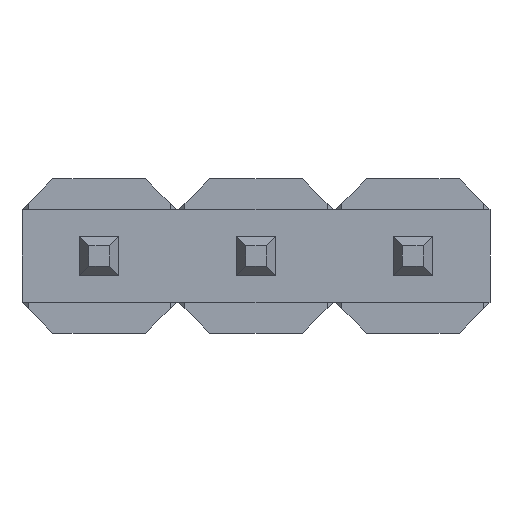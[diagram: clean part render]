
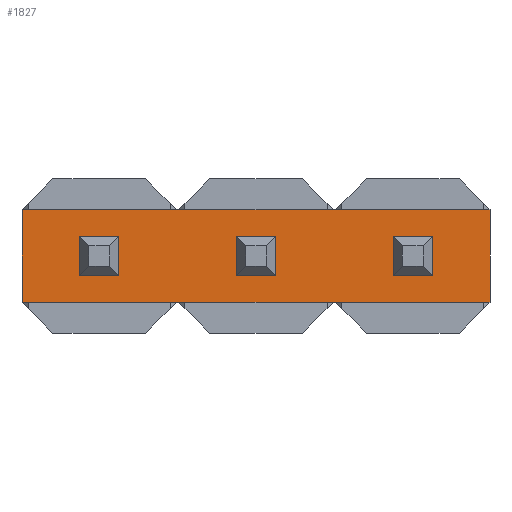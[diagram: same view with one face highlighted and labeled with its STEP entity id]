
A CAD part, front view. The second image highlights one B-rep face of the part: STEP entity #1827.
In plain terms, the highlighted planar face has unit normal (0, -1, 0).
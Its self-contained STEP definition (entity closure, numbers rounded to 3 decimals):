
#13=FACE_BOUND('',#198,.T.);
#14=FACE_BOUND('',#199,.T.);
#15=FACE_BOUND('',#200,.T.);
#93=FACE_OUTER_BOUND('',#197,.T.);
#197=EDGE_LOOP('',(#1444,#1445,#1446,#1447,#1448,#1449,#1450,#1451,#1452,
#1453,#1454,#1455));
#198=EDGE_LOOP('',(#1456,#1457,#1458,#1459));
#199=EDGE_LOOP('',(#1460,#1461,#1462,#1463));
#200=EDGE_LOOP('',(#1464,#1465,#1466,#1467));
#269=LINE('',#2510,#521);
#273=LINE('',#2518,#525);
#276=LINE('',#2524,#528);
#279=LINE('',#2529,#531);
#300=LINE('',#2574,#552);
#305=LINE('',#2582,#557);
#321=LINE('',#2614,#573);
#324=LINE('',#2620,#576);
#328=LINE('',#2627,#580);
#330=LINE('',#2633,#582);
#336=LINE('',#2645,#588);
#337=LINE('',#2649,#589);
#341=LINE('',#2657,#593);
#344=LINE('',#2663,#596);
#347=LINE('',#2668,#599);
#368=LINE('',#2712,#620);
#373=LINE('',#2719,#625);
#387=LINE('',#2746,#639);
#389=LINE('',#2752,#641);
#393=LINE('',#2760,#645);
#396=LINE('',#2766,#648);
#399=LINE('',#2771,#651);
#420=LINE('',#2814,#672);
#423=LINE('',#2818,#675);
#521=VECTOR('',#2046,10.);
#525=VECTOR('',#2052,10.);
#528=VECTOR('',#2057,10.);
#531=VECTOR('',#2062,10.);
#552=VECTOR('',#2095,10.);
#557=VECTOR('',#2102,10.);
#573=VECTOR('',#2134,10.);
#576=VECTOR('',#2139,10.);
#580=VECTOR('',#2145,10.);
#582=VECTOR('',#2149,10.);
#588=VECTOR('',#2157,10.);
#589=VECTOR('',#2160,10.);
#593=VECTOR('',#2166,10.);
#596=VECTOR('',#2171,10.);
#599=VECTOR('',#2176,10.);
#620=VECTOR('',#2209,10.);
#625=VECTOR('',#2216,10.);
#639=VECTOR('',#2244,10.);
#641=VECTOR('',#2250,10.);
#645=VECTOR('',#2256,10.);
#648=VECTOR('',#2261,10.);
#651=VECTOR('',#2266,10.);
#672=VECTOR('',#2299,10.);
#675=VECTOR('',#2304,10.);
#761=VERTEX_POINT('',#2508);
#762=VERTEX_POINT('',#2509);
#765=VERTEX_POINT('',#2517);
#767=VERTEX_POINT('',#2523);
#784=VERTEX_POINT('',#2570);
#786=VERTEX_POINT('',#2573);
#787=VERTEX_POINT('',#2578);
#788=VERTEX_POINT('',#2580);
#797=VERTEX_POINT('',#2617);
#800=VERTEX_POINT('',#2624);
#801=VERTEX_POINT('',#2629);
#803=VERTEX_POINT('',#2632);
#806=VERTEX_POINT('',#2639);
#808=VERTEX_POINT('',#2643);
#809=VERTEX_POINT('',#2647);
#810=VERTEX_POINT('',#2648);
#813=VERTEX_POINT('',#2656);
#815=VERTEX_POINT('',#2662);
#832=VERTEX_POINT('',#2709);
#834=VERTEX_POINT('',#2716);
#841=VERTEX_POINT('',#2750);
#842=VERTEX_POINT('',#2751);
#845=VERTEX_POINT('',#2759);
#847=VERTEX_POINT('',#2765);
#929=EDGE_CURVE('',#761,#762,#269,.T.);
#933=EDGE_CURVE('',#762,#765,#273,.T.);
#936=EDGE_CURVE('',#765,#767,#276,.T.);
#939=EDGE_CURVE('',#767,#761,#279,.T.);
#960=EDGE_CURVE('',#784,#786,#300,.T.);
#965=EDGE_CURVE('',#787,#788,#305,.T.);
#981=EDGE_CURVE('',#786,#788,#321,.T.);
#984=EDGE_CURVE('',#797,#784,#324,.T.);
#988=EDGE_CURVE('',#800,#787,#328,.T.);
#990=EDGE_CURVE('',#803,#801,#330,.T.);
#996=EDGE_CURVE('',#808,#806,#336,.T.);
#997=EDGE_CURVE('',#809,#810,#337,.T.);
#1001=EDGE_CURVE('',#810,#813,#341,.T.);
#1004=EDGE_CURVE('',#813,#815,#344,.T.);
#1007=EDGE_CURVE('',#815,#809,#347,.T.);
#1028=EDGE_CURVE('',#832,#801,#368,.T.);
#1033=EDGE_CURVE('',#834,#806,#373,.T.);
#1047=EDGE_CURVE('',#834,#832,#387,.T.);
#1049=EDGE_CURVE('',#841,#842,#389,.T.);
#1053=EDGE_CURVE('',#842,#845,#393,.T.);
#1056=EDGE_CURVE('',#845,#847,#396,.T.);
#1059=EDGE_CURVE('',#847,#841,#399,.T.);
#1080=EDGE_CURVE('',#803,#797,#420,.T.);
#1083=EDGE_CURVE('',#808,#800,#423,.T.);
#1444=ORIENTED_EDGE('',*,*,#1083,.T.);
#1445=ORIENTED_EDGE('',*,*,#988,.T.);
#1446=ORIENTED_EDGE('',*,*,#965,.T.);
#1447=ORIENTED_EDGE('',*,*,#981,.F.);
#1448=ORIENTED_EDGE('',*,*,#960,.F.);
#1449=ORIENTED_EDGE('',*,*,#984,.F.);
#1450=ORIENTED_EDGE('',*,*,#1080,.F.);
#1451=ORIENTED_EDGE('',*,*,#990,.T.);
#1452=ORIENTED_EDGE('',*,*,#1028,.F.);
#1453=ORIENTED_EDGE('',*,*,#1047,.F.);
#1454=ORIENTED_EDGE('',*,*,#1033,.T.);
#1455=ORIENTED_EDGE('',*,*,#996,.F.);
#1456=ORIENTED_EDGE('',*,*,#936,.T.);
#1457=ORIENTED_EDGE('',*,*,#939,.T.);
#1458=ORIENTED_EDGE('',*,*,#929,.T.);
#1459=ORIENTED_EDGE('',*,*,#933,.T.);
#1460=ORIENTED_EDGE('',*,*,#1004,.T.);
#1461=ORIENTED_EDGE('',*,*,#1007,.T.);
#1462=ORIENTED_EDGE('',*,*,#997,.T.);
#1463=ORIENTED_EDGE('',*,*,#1001,.T.);
#1464=ORIENTED_EDGE('',*,*,#1056,.T.);
#1465=ORIENTED_EDGE('',*,*,#1059,.T.);
#1466=ORIENTED_EDGE('',*,*,#1049,.T.);
#1467=ORIENTED_EDGE('',*,*,#1053,.T.);
#1723=PLANE('',#1948);
#1827=ADVANCED_FACE('',(#93,#13,#14,#15),#1723,.F.);
#1948=AXIS2_PLACEMENT_3D('',#2817,#2302,#2303);
#2046=DIRECTION('',(0.,0.,-1.));
#2052=DIRECTION('',(-1.,0.,0.));
#2057=DIRECTION('',(0.,0.,1.));
#2062=DIRECTION('',(1.,0.,0.));
#2095=DIRECTION('',(1.,0.,0.));
#2102=DIRECTION('',(1.,0.,0.));
#2134=DIRECTION('',(0.,0.,-1.));
#2139=DIRECTION('',(1.,0.,0.));
#2145=DIRECTION('',(1.,0.,0.));
#2149=DIRECTION('',(-1.,0.,0.));
#2157=DIRECTION('',(-1.,0.,0.));
#2160=DIRECTION('',(0.,0.,-1.));
#2166=DIRECTION('',(-1.,0.,0.));
#2171=DIRECTION('',(0.,0.,1.));
#2176=DIRECTION('',(1.,0.,0.));
#2209=DIRECTION('',(1.,0.,0.));
#2216=DIRECTION('',(1.,0.,0.));
#2244=DIRECTION('',(0.,0.,1.));
#2250=DIRECTION('',(0.,0.,-1.));
#2256=DIRECTION('',(-1.,0.,0.));
#2261=DIRECTION('',(0.,0.,1.));
#2266=DIRECTION('',(1.,0.,0.));
#2299=DIRECTION('',(1.,0.,0.));
#2302=DIRECTION('center_axis',(0.,1.,0.));
#2303=DIRECTION('ref_axis',(0.,0.,1.));
#2304=DIRECTION('',(1.,0.,0.));
#2508=CARTESIAN_POINT('',(5.4,3.5,0.32));
#2509=CARTESIAN_POINT('',(5.4,3.5,-0.32));
#2510=CARTESIAN_POINT('',(5.4,3.5,-0.215));
#2517=CARTESIAN_POINT('',(4.76,3.5,-0.32));
#2518=CARTESIAN_POINT('',(4.615,3.5,-0.32));
#2523=CARTESIAN_POINT('',(4.76,3.5,0.32));
#2524=CARTESIAN_POINT('',(4.76,3.5,-0.535));
#2529=CARTESIAN_POINT('',(4.295,3.5,0.32));
#2570=CARTESIAN_POINT('',(3.83,3.5,0.75));
#2573=CARTESIAN_POINT('',(6.33,3.5,0.75));
#2574=CARTESIAN_POINT('',(3.83,3.5,0.75));
#2578=CARTESIAN_POINT('',(3.83,3.5,-0.75));
#2580=CARTESIAN_POINT('',(6.33,3.5,-0.75));
#2582=CARTESIAN_POINT('',(3.83,3.5,-0.75));
#2614=CARTESIAN_POINT('',(6.33,3.5,0.25));
#2617=CARTESIAN_POINT('',(3.79,3.5,0.75));
#2620=CARTESIAN_POINT('',(3.79,3.5,0.75));
#2624=CARTESIAN_POINT('',(3.79,3.5,-0.75));
#2627=CARTESIAN_POINT('',(3.79,3.5,-0.75));
#2629=CARTESIAN_POINT('',(1.25,3.5,0.75));
#2632=CARTESIAN_POINT('',(1.29,3.5,0.75));
#2633=CARTESIAN_POINT('',(1.29,3.5,0.75));
#2639=CARTESIAN_POINT('',(1.25,3.5,-0.75));
#2643=CARTESIAN_POINT('',(1.29,3.5,-0.75));
#2645=CARTESIAN_POINT('',(1.29,3.5,-0.75));
#2647=CARTESIAN_POINT('',(0.32,3.5,0.32));
#2648=CARTESIAN_POINT('',(0.32,3.5,-0.32));
#2649=CARTESIAN_POINT('',(0.32,3.5,-0.215));
#2656=CARTESIAN_POINT('',(-0.32,3.5,-0.32));
#2657=CARTESIAN_POINT('',(-0.465,3.5,-0.32));
#2662=CARTESIAN_POINT('',(-0.32,3.5,0.32));
#2663=CARTESIAN_POINT('',(-0.32,3.5,-0.535));
#2668=CARTESIAN_POINT('',(-0.785,3.5,0.32));
#2709=CARTESIAN_POINT('',(-1.25,3.5,0.75));
#2712=CARTESIAN_POINT('',(-1.25,3.5,0.75));
#2716=CARTESIAN_POINT('',(-1.25,3.5,-0.75));
#2719=CARTESIAN_POINT('',(-1.25,3.5,-0.75));
#2746=CARTESIAN_POINT('',(-1.25,3.5,-1.));
#2750=CARTESIAN_POINT('',(2.86,3.5,0.32));
#2751=CARTESIAN_POINT('',(2.86,3.5,-0.32));
#2752=CARTESIAN_POINT('',(2.86,3.5,-0.215));
#2759=CARTESIAN_POINT('',(2.22,3.5,-0.32));
#2760=CARTESIAN_POINT('',(2.075,3.5,-0.32));
#2765=CARTESIAN_POINT('',(2.22,3.5,0.32));
#2766=CARTESIAN_POINT('',(2.22,3.5,-0.535));
#2771=CARTESIAN_POINT('',(1.755,3.5,0.32));
#2814=CARTESIAN_POINT('',(1.29,3.5,0.75));
#2817=CARTESIAN_POINT('Origin',(1.29,3.5,-0.75));
#2818=CARTESIAN_POINT('',(1.29,3.5,-0.75));
